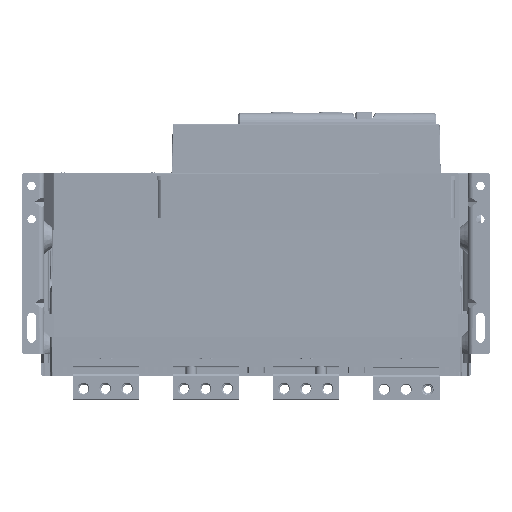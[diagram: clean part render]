
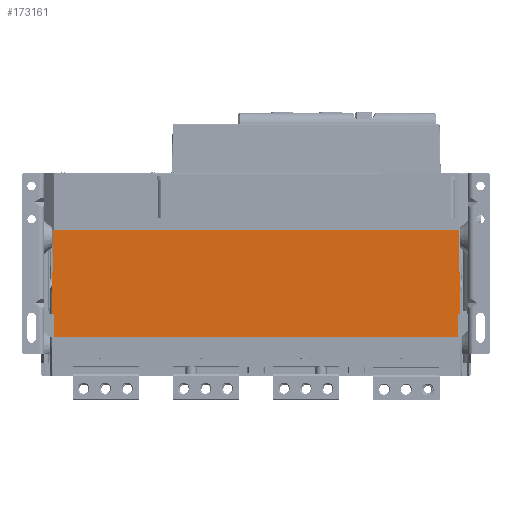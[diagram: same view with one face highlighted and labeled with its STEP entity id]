
A CAD part, front view. The second image highlights one B-rep face of the part: STEP entity #173161.
In plain terms, the highlighted planar face has unit normal (0, -1, 0.013).
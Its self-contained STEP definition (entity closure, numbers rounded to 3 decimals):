
#1073=DIRECTION('',(-0.017,-0.013,-1.));
#1074=VECTOR('',#1073,27.006);
#1075=CARTESIAN_POINT('',(10.846,-12.647,27.));
#1076=LINE('',#1075,#1074);
#1093=DIRECTION('',(1.,0.,0.));
#1094=VECTOR('',#1093,463.75);
#1095=CARTESIAN_POINT('',(-453.375,-13.,0.));
#1096=LINE('',#1095,#1094);
#1097=DIRECTION('',(0.013,0.013,1.));
#1098=VECTOR('',#1097,96.016);
#1099=CARTESIAN_POINT('',(-455.606,-12.647,27.));
#1100=LINE('',#1099,#1098);
#1101=DIRECTION('',(0.013,-0.013,-1.));
#1102=VECTOR('',#1101,96.016);
#1103=CARTESIAN_POINT('',(11.397,-11.39,123.));
#1104=LINE('',#1103,#1102);
#21560=DIRECTION('',(-1.,0.,0.));
#21561=VECTOR('',#21560,1.76);
#21562=CARTESIAN_POINT('',(-453.846,-12.647,27.));
#21563=LINE('',#21562,#21561);
#21596=DIRECTION('',(0.017,-0.013,-1.));
#21597=VECTOR('',#21596,27.006);
#21598=CARTESIAN_POINT('',(-453.846,-12.647,27.));
#21599=LINE('',#21598,#21597);
#55455=DIRECTION('',(1.,0.,0.));
#55456=VECTOR('',#55455,1.76);
#55457=CARTESIAN_POINT('',(10.846,-12.647,27.));
#55458=LINE('',#55457,#55456);
#55465=CARTESIAN_POINT('',(12.606,-12.647,27.));
#87762=DIRECTION('',(-1.,0.,0.));
#87763=VECTOR('',#87762,465.793);
#87764=CARTESIAN_POINT('',(11.397,-11.39,123.));
#87765=LINE('',#87764,#87763);
#87770=CARTESIAN_POINT('',(-454.397,-11.39,123.));
#136473=VERTEX_POINT('',#87770);
#136474=CARTESIAN_POINT('',(-455.606,-12.647,27.));
#136475=VERTEX_POINT('',#136474);
#136483=VERTEX_POINT('',#55465);
#136484=CARTESIAN_POINT('',(11.397,-11.39,123.));
#136485=VERTEX_POINT('',#136484);
#136799=CARTESIAN_POINT('',(10.846,-12.647,27.));
#136800=VERTEX_POINT('',#136799);
#136801=CARTESIAN_POINT('',(-453.846,-12.647,27.));
#136802=VERTEX_POINT('',#136801);
#145318=CARTESIAN_POINT('',(-453.375,-13.,0.));
#145319=CARTESIAN_POINT('',(10.375,-13.,0.));
#145320=VERTEX_POINT('',#145318);
#145321=VERTEX_POINT('',#145319);
#173139=CARTESIAN_POINT('',(-476.007,-13.,0.));
#173140=DIRECTION('',(0.,-1.,0.013));
#173141=DIRECTION('',(-1.,0.,0.));
#173142=AXIS2_PLACEMENT_3D('',#173139,#173140,#173141);
#173143=PLANE('',#173142);
#173145=ORIENTED_EDGE('',*,*,#173144,.F.);
#173147=ORIENTED_EDGE('',*,*,#173146,.F.);
#173149=ORIENTED_EDGE('',*,*,#173148,.T.);
#173151=ORIENTED_EDGE('',*,*,#173150,.T.);
#173153=ORIENTED_EDGE('',*,*,#173152,.F.);
#173155=ORIENTED_EDGE('',*,*,#173154,.T.);
#173157=ORIENTED_EDGE('',*,*,#173156,.F.);
#173158=ORIENTED_EDGE('',*,*,#173122,.T.);
#173159=EDGE_LOOP('',(#173145,#173147,#173149,#173151,#173153,#173155,#173157,
#173158));
#173160=FACE_OUTER_BOUND('',#173159,.F.);
#173161=ADVANCED_FACE('',(#173160),#173143,.T.);
#173122=EDGE_CURVE('',#136800,#145321,#1076,.T.);
#173144=EDGE_CURVE('',#145320,#145321,#1096,.T.);
#173146=EDGE_CURVE('',#136802,#145320,#21599,.T.);
#173148=EDGE_CURVE('',#136802,#136475,#21563,.T.);
#173150=EDGE_CURVE('',#136475,#136473,#1100,.T.);
#173152=EDGE_CURVE('',#136485,#136473,#87765,.T.);
#173154=EDGE_CURVE('',#136485,#136483,#1104,.T.);
#173156=EDGE_CURVE('',#136800,#136483,#55458,.T.);
